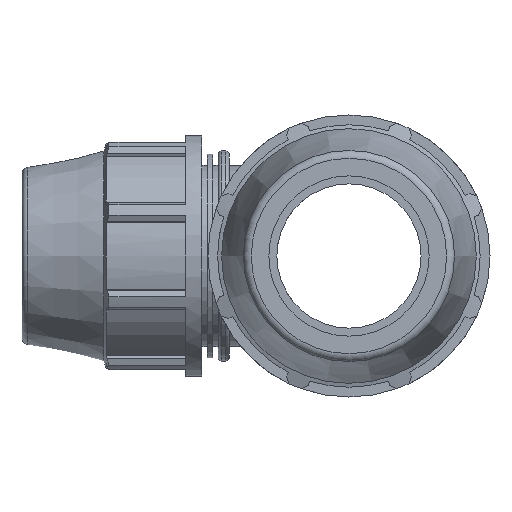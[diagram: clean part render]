
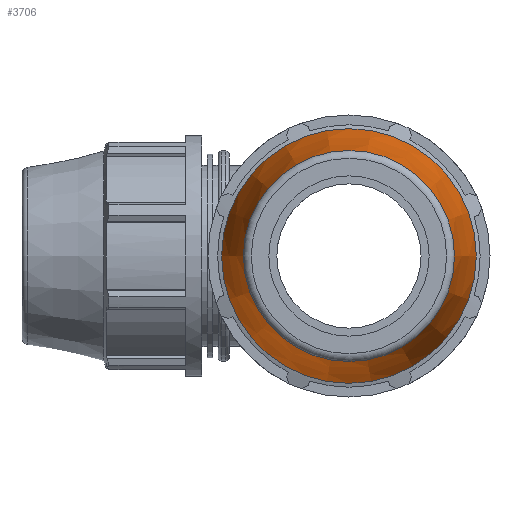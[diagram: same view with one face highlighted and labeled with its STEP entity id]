
A CAD part, left-side view. The second image highlights one B-rep face of the part: STEP entity #3706.
In plain terms, the highlighted conical face has half-angle 12 degrees and reference radius 54.166 mm.
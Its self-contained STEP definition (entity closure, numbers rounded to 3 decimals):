
#16=CONICAL_SURFACE('',#3969,54.166,12.);
#861=FACE_BOUND('',#1208,.T.);
#979=FACE_OUTER_BOUND('',#1207,.T.);
#1207=EDGE_LOOP('',(#2742));
#1208=EDGE_LOOP('',(#2743));
#1455=CIRCLE('',#3952,59.582);
#1460=CIRCLE('',#3967,49.381);
#1681=VERTEX_POINT('',#5808);
#1686=VERTEX_POINT('',#5829);
#2083=EDGE_CURVE('',#1681,#1681,#1455,.T.);
#2089=EDGE_CURVE('',#1686,#1686,#1460,.T.);
#2742=ORIENTED_EDGE('',*,*,#2083,.F.);
#2743=ORIENTED_EDGE('',*,*,#2089,.T.);
#3706=ADVANCED_FACE('',(#979,#861),#16,.T.);
#3952=AXIS2_PLACEMENT_3D('',#5809,#4514,#4515);
#3967=AXIS2_PLACEMENT_3D('',#5830,#4545,#4546);
#3969=AXIS2_PLACEMENT_3D('',#5833,#4549,#4550);
#4514=DIRECTION('center_axis',(1.,0.,0.));
#4515=DIRECTION('ref_axis',(0.,0.,-1.));
#4545=DIRECTION('center_axis',(1.,0.,0.));
#4546=DIRECTION('ref_axis',(0.,-1.,0.));
#4549=DIRECTION('center_axis',(1.,0.,0.));
#4550=DIRECTION('ref_axis',(0.,1.,0.));
#5808=CARTESIAN_POINT('',(-131.04,59.582,0.));
#5809=CARTESIAN_POINT('Origin',(-131.04,0.,0.));
#5829=CARTESIAN_POINT('',(-179.03,49.381,0.));
#5830=CARTESIAN_POINT('Origin',(-179.03,0.,
0.));
#5833=CARTESIAN_POINT('Origin',(-156.52,0.,0.));
